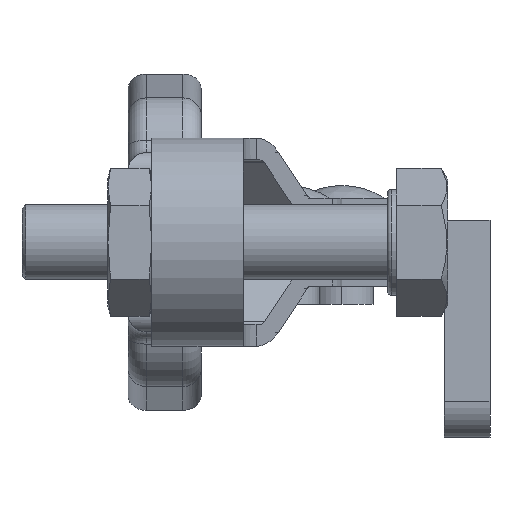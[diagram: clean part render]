
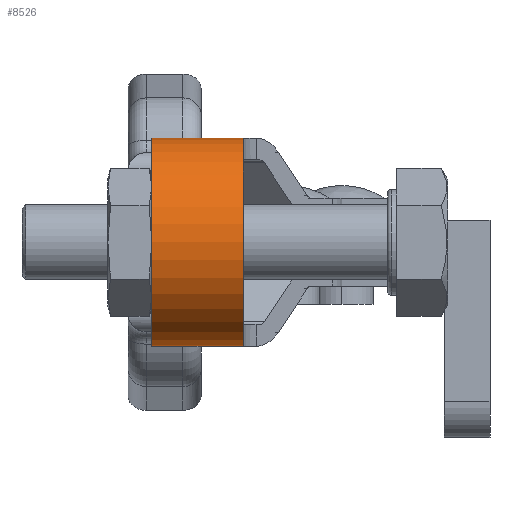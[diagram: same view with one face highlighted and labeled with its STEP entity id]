
A CAD part, left-side view. The second image highlights one B-rep face of the part: STEP entity #8526.
In plain terms, the highlighted cylindrical face has radius 5.7 mm (diameter 11.4 mm), a partial arc.
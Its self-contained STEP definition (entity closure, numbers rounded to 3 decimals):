
#173 = DIRECTION ( 'NONE',  ( 1., 0., 0. ) ) ;
#243 = EDGE_CURVE ( 'NONE', #4246, #3488, #4399, .T. ) ;
#400 = DIRECTION ( 'NONE',  ( 0., 1., 0. ) ) ;
#898 = DIRECTION ( 'NONE',  ( -1., 0., 0. ) ) ;
#1444 = DIRECTION ( 'NONE',  ( 0., -1., 0. ) ) ;
#1786 = DIRECTION ( 'NONE',  ( 0., -1., 0. ) ) ;
#2037 = LINE ( 'NONE', #6185, #7834 ) ;
#2714 = FACE_OUTER_BOUND ( 'NONE', #5933, .T. ) ;
#3118 = EDGE_CURVE ( 'NONE', #5140, #4246, #2037, .T. ) ;
#3171 = ORIENTED_EDGE ( 'NONE', *, *, #3118, .F. ) ;
#3315 = CARTESIAN_POINT ( 'NONE',  ( -20.14, 13.5, -5.7 ) ) ;
#3488 = VERTEX_POINT ( 'NONE', #3315 ) ;
#3624 = ORIENTED_EDGE ( 'NONE', *, *, #4373, .F. ) ;
#3643 = VECTOR ( 'NONE', #1444, 1000. ) ;
#4246 = VERTEX_POINT ( 'NONE', #9075 ) ;
#4342 = CARTESIAN_POINT ( 'NONE',  ( -20.14, 18.5, 5.7 ) ) ;
#4373 = EDGE_CURVE ( 'NONE', #6715, #5140, #6373, .T. ) ;
#4399 = CIRCLE ( 'NONE', #4765, 5.7 ) ;
#4432 = CYLINDRICAL_SURFACE ( 'NONE', #7570, 5.7 ) ;
#4686 = DIRECTION ( 'NONE',  ( 0., -1., 0. ) ) ;
#4765 = AXIS2_PLACEMENT_3D ( 'NONE', #5385, #1786, #173 ) ;
#4834 = CARTESIAN_POINT ( 'NONE',  ( -20.14, 18.5, 0. ) ) ;
#5012 = AXIS2_PLACEMENT_3D ( 'NONE', #4834, #400, #898 ) ;
#5140 = VERTEX_POINT ( 'NONE', #4342 ) ;
#5292 = DIRECTION ( 'NONE',  ( 0., -1., 0. ) ) ;
#5385 = CARTESIAN_POINT ( 'NONE',  ( -20.14, 13.5, 0. ) ) ;
#5688 = LINE ( 'NONE', #8191, #3643 ) ;
#5933 = EDGE_LOOP ( 'NONE', ( #7840, #8352, #3171, #3624 ) ) ;
#6053 = DIRECTION ( 'NONE',  ( 0., 0., -1. ) ) ;
#6185 = CARTESIAN_POINT ( 'NONE',  ( -20.14, 21.456, 5.7 ) ) ;
#6373 = CIRCLE ( 'NONE', #5012, 5.7 ) ;
#6631 = CARTESIAN_POINT ( 'NONE',  ( -20.14, 18.5, -5.7 ) ) ;
#6715 = VERTEX_POINT ( 'NONE', #6631 ) ;
#7227 = EDGE_CURVE ( 'NONE', #6715, #3488, #5688, .T. ) ;
#7570 = AXIS2_PLACEMENT_3D ( 'NONE', #9181, #5292, #6053 ) ;
#7834 = VECTOR ( 'NONE', #4686, 1000. ) ;
#7840 = ORIENTED_EDGE ( 'NONE', *, *, #7227, .T. ) ;
#8191 = CARTESIAN_POINT ( 'NONE',  ( -20.14, 21.456, -5.7 ) ) ;
#8352 = ORIENTED_EDGE ( 'NONE', *, *, #243, .F. ) ;
#8526 = ADVANCED_FACE ( 'NONE', ( #2714 ), #4432, .T. ) ;
#9075 = CARTESIAN_POINT ( 'NONE',  ( -20.14, 13.5, 5.7 ) ) ;
#9181 = CARTESIAN_POINT ( 'NONE',  ( -20.14, 21.456, 0. ) ) ;
